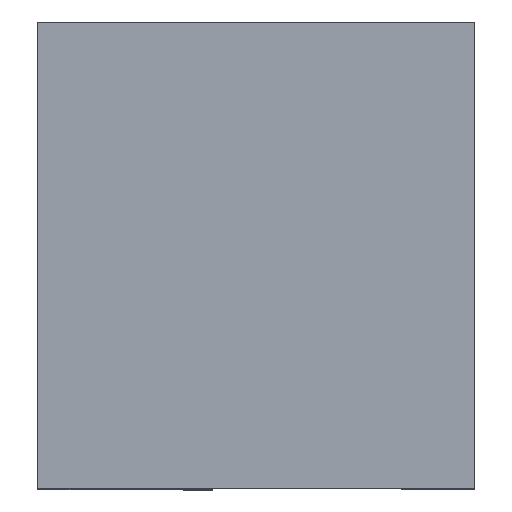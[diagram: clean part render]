
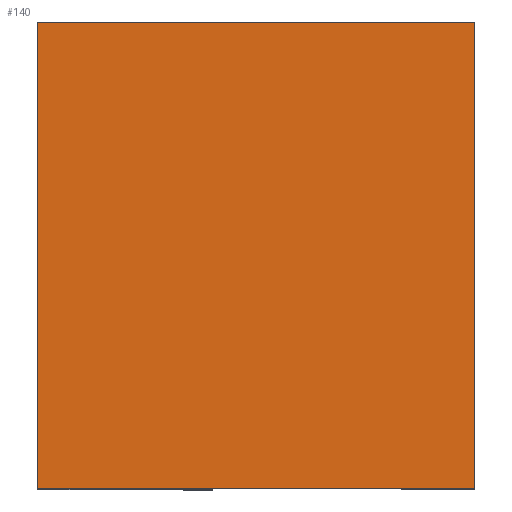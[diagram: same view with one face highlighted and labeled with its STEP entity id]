
A CAD part, top view. The second image highlights one B-rep face of the part: STEP entity #140.
In plain terms, the highlighted planar face has unit normal (0, 0, 1).
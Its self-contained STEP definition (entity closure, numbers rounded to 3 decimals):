
#140 = ADVANCED_FACE( '', ( #298 ), #299, .F. );
#298 = FACE_OUTER_BOUND( '', #465, .T. );
#299 = PLANE( '', #466 );
#465 = EDGE_LOOP( '', ( #814, #815, #816, #817 ) );
#466 = AXIS2_PLACEMENT_3D( '', #818, #819, #820 );
#814 = ORIENTED_EDGE( '', *, *, #1102, .T. );
#815 = ORIENTED_EDGE( '', *, *, #1001, .F. );
#816 = ORIENTED_EDGE( '', *, *, #1096, .F. );
#817 = ORIENTED_EDGE( '', *, *, #1108, .T. );
#818 = CARTESIAN_POINT( '', ( 6.216, -16., 25.572 ) );
#819 = DIRECTION( '', ( 0., 0., -1. ) );
#820 = DIRECTION( '', ( -1., 0., 0. ) );
#1001 = EDGE_CURVE( '', #1201, #1196, #1203, .T. );
#1096 = EDGE_CURVE( '', #1341, #1201, #1343, .T. );
#1102 = EDGE_CURVE( '', #1351, #1196, #1352, .T. );
#1108 = EDGE_CURVE( '', #1341, #1351, #1361, .T. );
#1196 = VERTEX_POINT( '', #1473 );
#1201 = VERTEX_POINT( '', #1480 );
#1203 = LINE( '', #1483, #1484 );
#1341 = VERTEX_POINT( '', #1679 );
#1343 = LINE( '', #1682, #1683 );
#1351 = VERTEX_POINT( '', #1693 );
#1352 = LINE( '', #1694, #1695 );
#1361 = LINE( '', #1706, #1707 );
#1473 = CARTESIAN_POINT( '', ( -23.784, 16., 25.572 ) );
#1480 = CARTESIAN_POINT( '', ( -23.784, -16., 25.572 ) );
#1483 = CARTESIAN_POINT( '', ( -23.784, -16., 25.572 ) );
#1484 = VECTOR( '', #1801, 1000. );
#1679 = CARTESIAN_POINT( '', ( 6.216, -16., 25.572 ) );
#1682 = CARTESIAN_POINT( '', ( 6.216, -16., 25.572 ) );
#1683 = VECTOR( '', #1896, 1000. );
#1693 = CARTESIAN_POINT( '', ( 6.216, 16., 25.572 ) );
#1694 = CARTESIAN_POINT( '', ( 6.216, 16., 25.572 ) );
#1695 = VECTOR( '', #1902, 1000. );
#1706 = CARTESIAN_POINT( '', ( 6.216, -16., 25.572 ) );
#1707 = VECTOR( '', #1911, 1000. );
#1801 = DIRECTION( '', ( 0., 1., 0. ) );
#1896 = DIRECTION( '', ( -1., 0., 0. ) );
#1902 = DIRECTION( '', ( -1., 0., 0. ) );
#1911 = DIRECTION( '', ( 0., 1., 0. ) );
